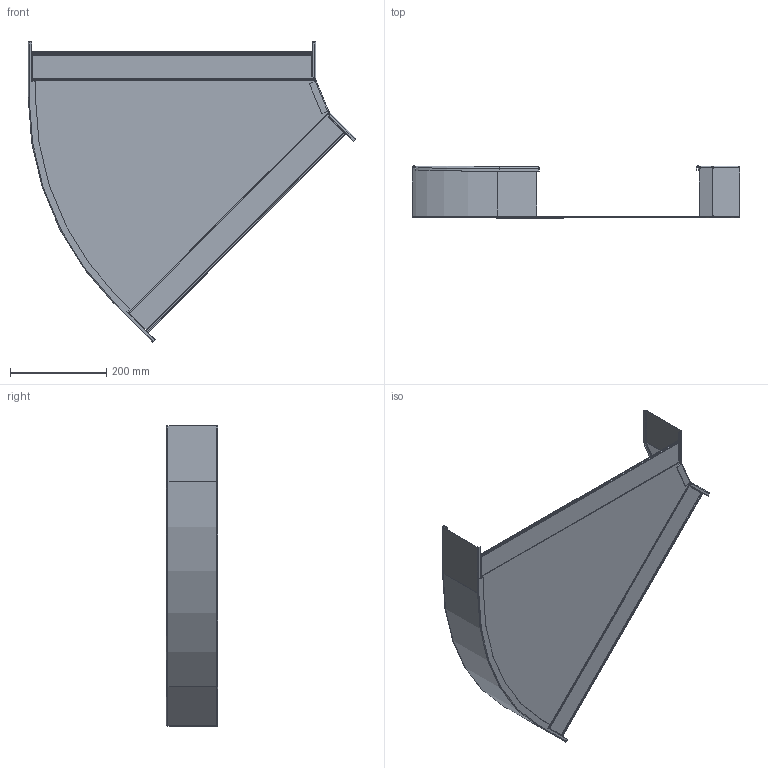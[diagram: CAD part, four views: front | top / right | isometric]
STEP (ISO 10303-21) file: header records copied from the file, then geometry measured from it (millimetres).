
FILE_DESCRIPTION (( 'STEP AP214' ), '1' );
FILE_NAME ('6036310.STEP', '2024-10-22T11:33:03', ( '' ), ( '' ), 'SwSTEP 2.0', 'SolidWorks 2024', '' );
FILE_SCHEMA (( 'AUTOMOTIVE_DESIGN' ));
Length unit declared in the file: millimetre
Products named in the file (4): 181554_600; 6036310; 167655_110x45°; 175033_600
Assembly tree (3 placements, depth 2):
  6036310
    175033_600
    181554_600
    167655_110x45°
Bounding box: 679.06 x 107 x 621.95 mm (x, y, z)
Volume: 405067.9 mm3; surface area: 755190.5 mm2
Topology: 3 solids, 3 shells, 194 faces, 440 edges, 252 vertices
Faces by surface type: plane 120, cylinder 60, bspline 10, torus 4
Entity records: 5605 total; most frequent: CARTESIAN_POINT 1232, DIRECTION 882, ORIENTED_EDGE 880, EDGE_CURVE 440, LINE 298, VECTOR 298, AXIS2_PLACEMENT_3D 292, VERTEX_POINT 252
